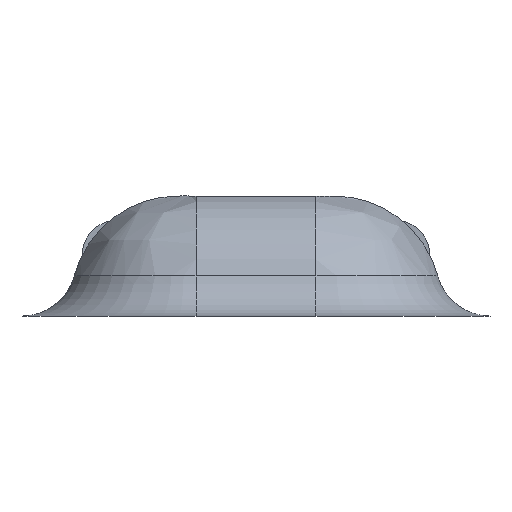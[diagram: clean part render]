
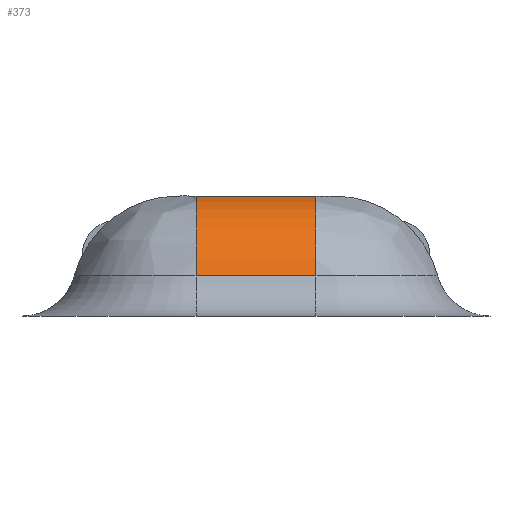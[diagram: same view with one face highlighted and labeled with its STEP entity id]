
A CAD part, front view. The second image highlights one B-rep face of the part: STEP entity #373.
In plain terms, the highlighted cylindrical face has radius 1.8 mm (diameter 3.6 mm), a partial arc.
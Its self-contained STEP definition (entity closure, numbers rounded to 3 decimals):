
#40=CYLINDRICAL_SURFACE('',#427,1.8);
#55=FACE_OUTER_BOUND('',#85,.T.);
#85=EDGE_LOOP('',(#275,#276,#277,#278));
#117=LINE('',#704,#133);
#118=LINE('',#705,#134);
#133=VECTOR('',#503,1.8);
#134=VECTOR('',#504,1.8);
#149=CIRCLE('',#425,1.8);
#151=CIRCLE('',#428,1.8);
#183=VERTEX_POINT('',#649);
#184=VERTEX_POINT('',#650);
#187=VERTEX_POINT('',#701);
#188=VERTEX_POINT('',#702);
#215=EDGE_CURVE('',#183,#184,#149,.T.);
#221=EDGE_CURVE('',#187,#188,#151,.T.);
#222=EDGE_CURVE('',#188,#184,#117,.T.);
#223=EDGE_CURVE('',#183,#187,#118,.T.);
#275=ORIENTED_EDGE('',*,*,#221,.T.);
#276=ORIENTED_EDGE('',*,*,#222,.T.);
#277=ORIENTED_EDGE('',*,*,#215,.F.);
#278=ORIENTED_EDGE('',*,*,#223,.T.);
#373=ADVANCED_FACE('',(#55),#40,.T.);
#425=AXIS2_PLACEMENT_3D('',#651,#495,#496);
#427=AXIS2_PLACEMENT_3D('',#700,#499,#500);
#428=AXIS2_PLACEMENT_3D('',#703,#501,#502);
#495=DIRECTION('center_axis',(1.,0.,0.));
#496=DIRECTION('ref_axis',(0.,0.,1.));
#499=DIRECTION('center_axis',(1.,0.,0.));
#500=DIRECTION('ref_axis',(0.,0.,-1.));
#501=DIRECTION('center_axis',(1.,0.,0.));
#502=DIRECTION('ref_axis',(0.,0.,1.));
#503=DIRECTION('',(1.,0.,0.));
#504=DIRECTION('',(-1.,0.,0.));
#649=CARTESIAN_POINT('',(132.213,153.708,280.313));
#650=CARTESIAN_POINT('',(132.213,151.969,278.98));
#651=CARTESIAN_POINT('Origin',(132.213,153.708,278.513));
#700=CARTESIAN_POINT('Origin',(129.713,153.708,278.513));
#701=CARTESIAN_POINT('',(130.213,153.708,280.313));
#702=CARTESIAN_POINT('',(130.213,151.969,278.98));
#703=CARTESIAN_POINT('Origin',(130.213,153.708,278.513));
#704=CARTESIAN_POINT('',(129.713,151.969,278.98));
#705=CARTESIAN_POINT('',(129.713,153.708,280.313));
